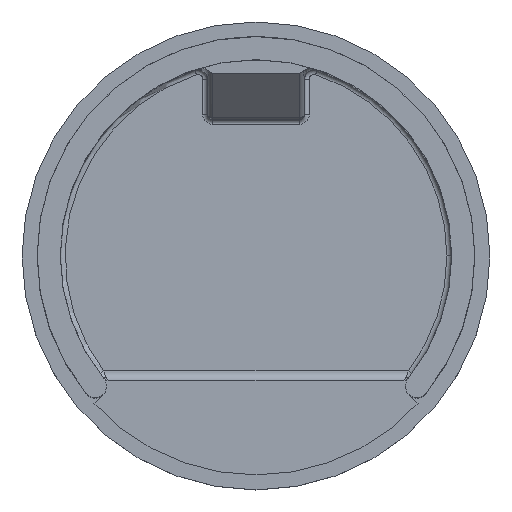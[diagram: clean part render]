
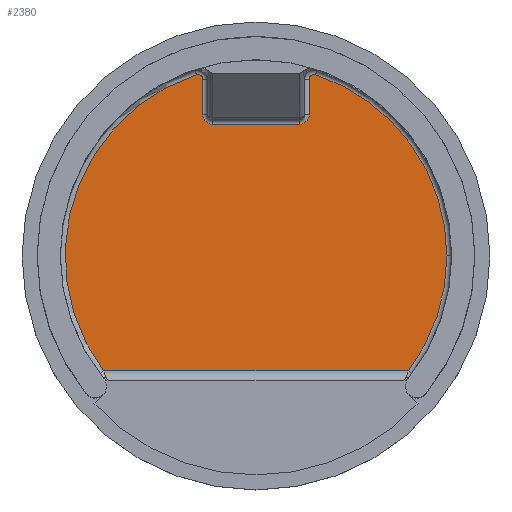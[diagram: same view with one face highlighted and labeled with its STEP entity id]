
A CAD part, top view. The second image highlights one B-rep face of the part: STEP entity #2380.
In plain terms, the highlighted planar face has unit normal (0, 0, 1).
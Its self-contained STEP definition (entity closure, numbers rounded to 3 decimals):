
#108 = ORIENTED_EDGE ( 'NONE', *, *, #3377, .T. ) ;
#158 = EDGE_CURVE ( 'NONE', #3384, #1227, #1306, .T. ) ;
#167 = ORIENTED_EDGE ( 'NONE', *, *, #389, .T. ) ;
#188 = CARTESIAN_POINT ( 'NONE',  ( 0., 0., 2. ) ) ;
#322 = EDGE_CURVE ( 'NONE', #1919, #3273, #2859, .T. ) ;
#324 = DIRECTION ( 'NONE',  ( 1., 0., 0. ) ) ;
#389 = EDGE_CURVE ( 'NONE', #3273, #852, #2338, .T. ) ;
#436 = DIRECTION ( 'NONE',  ( 1., 0., 0. ) ) ;
#498 = CARTESIAN_POINT ( 'NONE',  ( -5.5, 0., 2. ) ) ;
#512 = LINE ( 'NONE', #498, #755 ) ;
#534 = EDGE_CURVE ( 'NONE', #1797, #2007, #3126, .T. ) ;
#560 = AXIS2_PLACEMENT_3D ( 'NONE', #188, #3118, #604 ) ;
#565 = CARTESIAN_POINT ( 'NONE',  ( -6.156, 18.713, 2. ) ) ;
#596 = ORIENTED_EDGE ( 'NONE', *, *, #2173, .T. ) ;
#604 = DIRECTION ( 'NONE',  ( 1., 0., 0. ) ) ;
#657 = DIRECTION ( 'NONE',  ( 1., 0., 0. ) ) ;
#711 = DIRECTION ( 'NONE',  ( 0., 0., 1. ) ) ;
#750 = CARTESIAN_POINT ( 'NONE',  ( -4.5, 14.6, 2. ) ) ;
#755 = VECTOR ( 'NONE', #1567, 1000. ) ;
#812 = PLANE ( 'NONE',  #3148 ) ;
#824 = EDGE_CURVE ( 'NONE', #1227, #3336, #3077, .T. ) ;
#852 = VERTEX_POINT ( 'NONE', #3093 ) ;
#870 = CARTESIAN_POINT ( 'NONE',  ( 5.5, 14.6, 2. ) ) ;
#921 = EDGE_LOOP ( 'NONE', ( #1380, #1116, #1848, #2690, #108, #3194, #167, #1588, #1033, #596, #1707 ) ) ;
#990 = CARTESIAN_POINT ( 'NONE',  ( 4.5, 14.6, 2. ) ) ;
#1033 = ORIENTED_EDGE ( 'NONE', *, *, #1208, .T. ) ;
#1049 = CARTESIAN_POINT ( 'NONE',  ( -5.5, 18.238, 2. ) ) ;
#1090 = DIRECTION ( 'NONE',  ( 0., 0., 1. ) ) ;
#1116 = ORIENTED_EDGE ( 'NONE', *, *, #824, .T. ) ;
#1127 = VERTEX_POINT ( 'NONE', #2812 ) ;
#1171 = VECTOR ( 'NONE', #3455, 1000. ) ;
#1208 = EDGE_CURVE ( 'NONE', #2349, #1127, #3437, .T. ) ;
#1227 = VERTEX_POINT ( 'NONE', #1520 ) ;
#1270 = AXIS2_PLACEMENT_3D ( 'NONE', #2311, #711, #2601 ) ;
#1273 = CIRCLE ( 'NONE', #3227, 0.5 ) ;
#1300 = LINE ( 'NONE', #3136, #2192 ) ;
#1306 = CIRCLE ( 'NONE', #3262, 19.7 ) ;
#1321 = DIRECTION ( 'NONE',  ( 0., 0., -1. ) ) ;
#1380 = ORIENTED_EDGE ( 'NONE', *, *, #158, .T. ) ;
#1394 = DIRECTION ( 'NONE',  ( 0., 0., 1. ) ) ;
#1415 = DIRECTION ( 'NONE',  ( 0., 0., 1. ) ) ;
#1432 = CARTESIAN_POINT ( 'NONE',  ( 19.7, 0., 2. ) ) ;
#1481 = CARTESIAN_POINT ( 'NONE',  ( 0., -11.85, 2. ) ) ;
#1508 = EDGE_CURVE ( 'NONE', #3336, #1797, #2016, .T. ) ;
#1520 = CARTESIAN_POINT ( 'NONE',  ( -15.737, -11.85, 2. ) ) ;
#1554 = DIRECTION ( 'NONE',  ( 1., 0., 0. ) ) ;
#1567 = DIRECTION ( 'NONE',  ( 0., 1., 0. ) ) ;
#1588 = ORIENTED_EDGE ( 'NONE', *, *, #2242, .T. ) ;
#1707 = ORIENTED_EDGE ( 'NONE', *, *, #3168, .T. ) ;
#1792 = CARTESIAN_POINT ( 'NONE',  ( 5.5, 18.238, 2. ) ) ;
#1797 = VERTEX_POINT ( 'NONE', #1432 ) ;
#1848 = ORIENTED_EDGE ( 'NONE', *, *, #1508, .T. ) ;
#1855 = FACE_OUTER_BOUND ( 'NONE', #921, .T. ) ;
#1857 = AXIS2_PLACEMENT_3D ( 'NONE', #2503, #1394, #657 ) ;
#1919 = VERTEX_POINT ( 'NONE', #1792 ) ;
#1980 = CARTESIAN_POINT ( 'NONE',  ( 0., 0., 2. ) ) ;
#2007 = VERTEX_POINT ( 'NONE', #3080 ) ;
#2016 = CIRCLE ( 'NONE', #1857, 19.7 ) ;
#2079 = CARTESIAN_POINT ( 'NONE',  ( -4.5, 13.6, 2. ) ) ;
#2084 = DIRECTION ( 'NONE',  ( 1., 0., 0. ) ) ;
#2173 = EDGE_CURVE ( 'NONE', #1127, #3004, #512, .T. ) ;
#2188 = CARTESIAN_POINT ( 'NONE',  ( 6., 18.238, 2. ) ) ;
#2192 = VECTOR ( 'NONE', #3466, 1000. ) ;
#2219 = DIRECTION ( 'NONE',  ( 0., 0., 1. ) ) ;
#2242 = EDGE_CURVE ( 'NONE', #852, #2349, #1300, .T. ) ;
#2311 = CARTESIAN_POINT ( 'NONE',  ( -6., 18.238, 2. ) ) ;
#2338 = CIRCLE ( 'NONE', #3301, 1. ) ;
#2349 = VERTEX_POINT ( 'NONE', #2079 ) ;
#2362 = CARTESIAN_POINT ( 'NONE',  ( 5.5, 0., 2. ) ) ;
#2380 = ADVANCED_FACE ( 'NONE', ( #1855 ), #812, .T. ) ;
#2474 = DIRECTION ( 'NONE',  ( 1., 0., 0. ) ) ;
#2503 = CARTESIAN_POINT ( 'NONE',  ( 0., 0., 2. ) ) ;
#2550 = CIRCLE ( 'NONE', #1270, 0.5 ) ;
#2601 = DIRECTION ( 'NONE',  ( 1., 0., 0. ) ) ;
#2690 = ORIENTED_EDGE ( 'NONE', *, *, #534, .T. ) ;
#2726 = CARTESIAN_POINT ( 'NONE',  ( 0., 0., 2. ) ) ;
#2812 = CARTESIAN_POINT ( 'NONE',  ( -5.5, 14.6, 2. ) ) ;
#2859 = LINE ( 'NONE', #2362, #1171 ) ;
#2945 = CARTESIAN_POINT ( 'NONE',  ( 15.737, -11.85, 2. ) ) ;
#3004 = VERTEX_POINT ( 'NONE', #1049 ) ;
#3048 = DIRECTION ( 'NONE',  ( 1., 0., 0. ) ) ;
#3077 = LINE ( 'NONE', #1481, #3371 ) ;
#3080 = CARTESIAN_POINT ( 'NONE',  ( 6.156, 18.713, 2. ) ) ;
#3093 = CARTESIAN_POINT ( 'NONE',  ( 4.5, 13.6, 2. ) ) ;
#3100 = DIRECTION ( 'NONE',  ( 0., 0., -1. ) ) ;
#3118 = DIRECTION ( 'NONE',  ( 0., 0., 1. ) ) ;
#3126 = CIRCLE ( 'NONE', #560, 19.7 ) ;
#3136 = CARTESIAN_POINT ( 'NONE',  ( 0., 13.6, 2. ) ) ;
#3148 = AXIS2_PLACEMENT_3D ( 'NONE', #2726, #1090, #324 ) ;
#3168 = EDGE_CURVE ( 'NONE', #3004, #3384, #2550, .T. ) ;
#3194 = ORIENTED_EDGE ( 'NONE', *, *, #322, .T. ) ;
#3227 = AXIS2_PLACEMENT_3D ( 'NONE', #2188, #1415, #2474 ) ;
#3262 = AXIS2_PLACEMENT_3D ( 'NONE', #1980, #2219, #3048 ) ;
#3273 = VERTEX_POINT ( 'NONE', #870 ) ;
#3301 = AXIS2_PLACEMENT_3D ( 'NONE', #990, #1321, #2084 ) ;
#3336 = VERTEX_POINT ( 'NONE', #2945 ) ;
#3371 = VECTOR ( 'NONE', #436, 1000. ) ;
#3377 = EDGE_CURVE ( 'NONE', #2007, #1919, #1273, .T. ) ;
#3384 = VERTEX_POINT ( 'NONE', #565 ) ;
#3437 = CIRCLE ( 'NONE', #3491, 1. ) ;
#3455 = DIRECTION ( 'NONE',  ( 0., -1., 0. ) ) ;
#3466 = DIRECTION ( 'NONE',  ( -1., 0., 0. ) ) ;
#3491 = AXIS2_PLACEMENT_3D ( 'NONE', #750, #3100, #1554 ) ;
